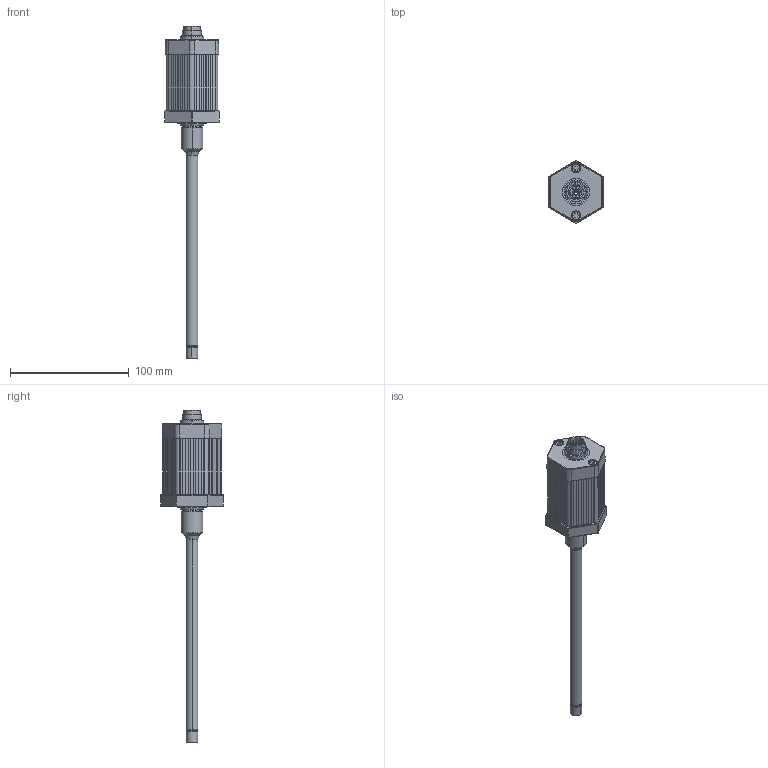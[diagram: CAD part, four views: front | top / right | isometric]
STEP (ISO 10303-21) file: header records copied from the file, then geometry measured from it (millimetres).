
FILE_DESCRIPTION (( 'STEP AP214' ), '1' );
FILE_NAME ('TH1-0100-106-___-101.STEP', '2014-07-08T13:15:33', ( 'dummy' ), ( 'Microsoft' ), 'SwSTEP 2.0', 'SolidWorks 2013', '' );
FILE_SCHEMA (( 'AUTOMOTIVE_DESIGN' ));
Length unit declared in the file: millimetre
Products named in the file (1): TH1-0100-106-___-101
Bounding box: 46 x 52.96 x 279.5 mm (x, y, z)
Surface area: 26060.5 mm2 (no closed solid volume)
Topology: 0 solids, 66 shells, 561 faces, 2990 edges, 2449 vertices
Faces by surface type: plane 301, cylinder 118, torus 54, cone 34, bspline 32, sphere 22
Entity records: 40824 total; most frequent: CARTESIAN_POINT 13597, ORIENTED_EDGE 3749, DIRECTION 3722, EDGE_CURVE 2955, VERTEX_POINT 2432, VECTOR 1676, LINE 1676, AXIS2_PLACEMENT_3D 1023
